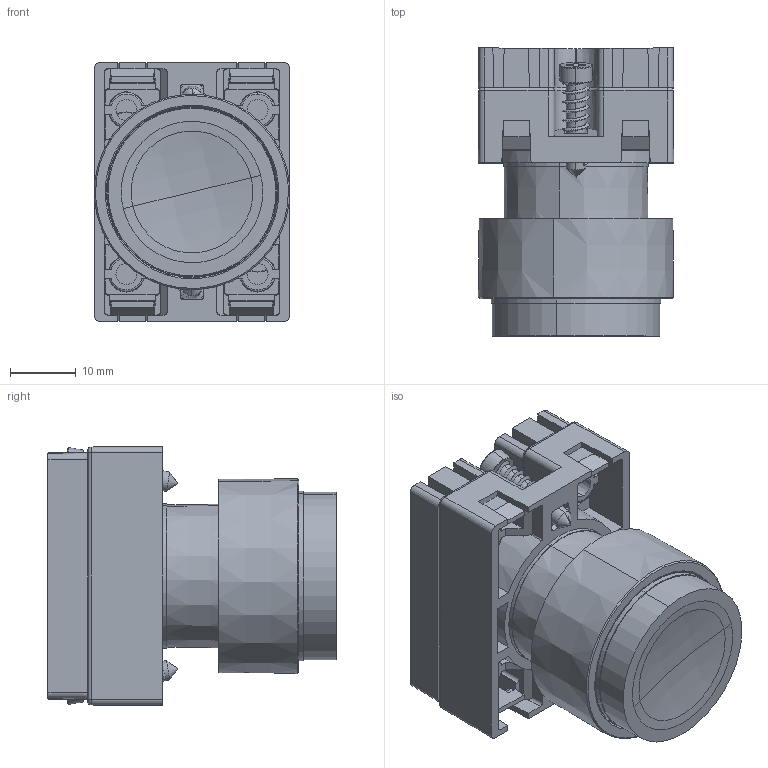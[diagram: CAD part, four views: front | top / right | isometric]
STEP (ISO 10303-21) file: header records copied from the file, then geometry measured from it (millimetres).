
FILE_DESCRIPTION (( 'STEP AP214' ), '1' );
FILE_NAME ('ECP3115.step', '2018-03-21T18:39:32', ( '' ), ( '' ), 'SwSTEP 2.0', 'SolidWorks 2017', '' );
FILE_SCHEMA (( 'AUTOMOTIVE_DESIGN' ));
Length unit declared in the file: inch
Products named in the file (1): ECP3115
Bounding box: 29.8 x 43.9 x 39.5 mm (x, y, z)
Volume: 16788.9 mm3; surface area: 19077 mm2
Topology: 7 solids, 7 shells, 781 faces, 2140 edges, 1390 vertices
Faces by surface type: plane 364, cone 199, cylinder 133, bspline 81, torus 4
Entity records: 40285 total; most frequent: CARTESIAN_POINT 11141, ORIENTED_EDGE 4272, DIRECTION 3628, EDGE_CURVE 2136, VERTEX_POINT 1390, AXIS2_PLACEMENT_3D 1264, LINE 1100, VECTOR 1100
